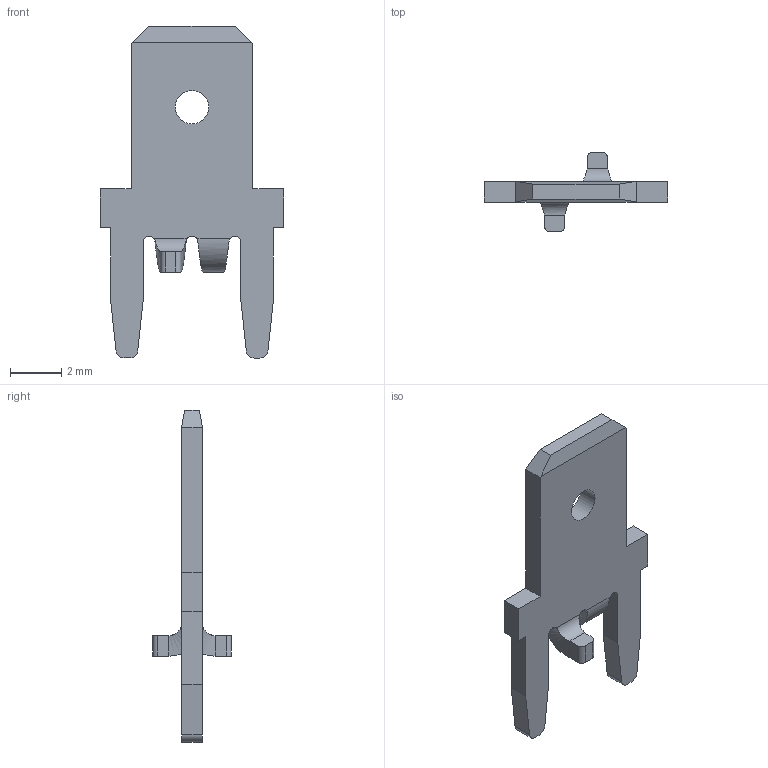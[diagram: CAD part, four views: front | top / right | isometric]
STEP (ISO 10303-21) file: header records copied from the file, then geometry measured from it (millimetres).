
FILE_DESCRIPTION(('STEP AP214'), '1');
FILE_NAME('PCB-QC-TAB-reed', '2018-06-05T23:36:29', ('Nobody'), (''), 'ASCON STEP Converter 1.3', 'ASCON Math Kernel', '');
FILE_SCHEMA(('AUTOMOTIVE_DESIGN { 1 0 10303 214 3 1 1}'));
Length unit declared in the file: millimetre
Bounding box: 7.14 x 3.08 x 12.95 mm (x, y, z)
Volume: 44.9 mm3; surface area: 158.8 mm2
Topology: 1 solids, 1 shells, 59 faces, 157 edges, 100 vertices
Faces by surface type: plane 35, cylinder 16, bspline 8
Full cylindrical faces by diameter (mm): 1.3 x1
Entity records: 2575 total; most frequent: CARTESIAN_POINT 618, ORIENTED_EDGE 308, DIRECTION 270, EDGE_CURVE 154, LINE 114, VECTOR 114, VERTEX_POINT 98, AXIS2_PLACEMENT_3D 78
